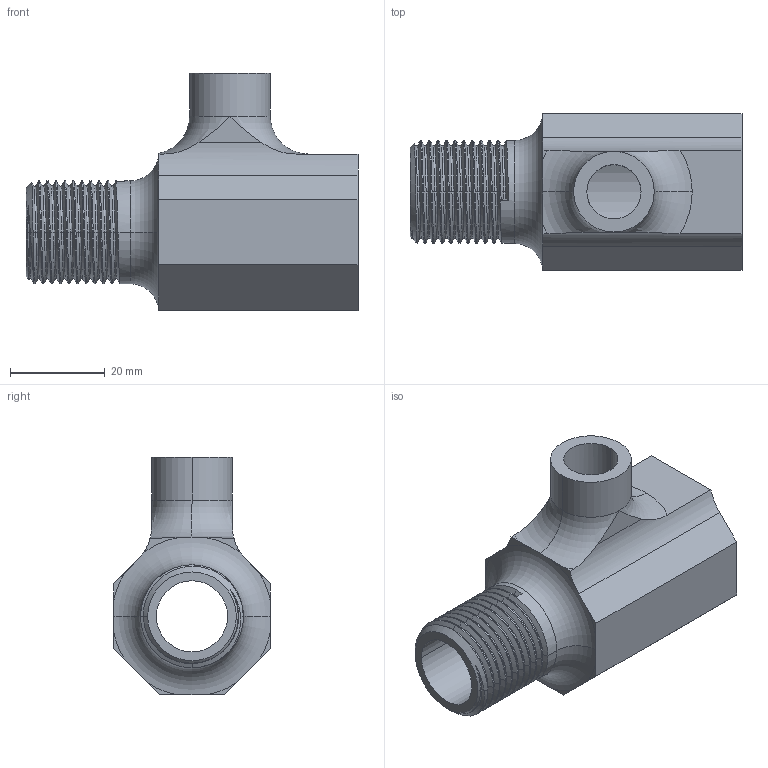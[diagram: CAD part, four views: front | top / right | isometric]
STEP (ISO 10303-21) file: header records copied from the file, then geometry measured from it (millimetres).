
FILE_DESCRIPTION(('CATIA V5 STEP Exchange'),'2;1');
FILE_NAME('T HP V2.stp','2022-07-07T19:00:02+00:00',('none'),('none'),'CATIA Version 5 Release 20 GA (IN-10)','CATIA V5 STEP AP203','none');
FILE_SCHEMA(('CONFIG_CONTROL_DESIGN'));
Length unit declared in the file: millimetre
Products named in the file (1): Part2
Bounding box: 70 x 33 x 50 mm (x, y, z)
Volume: 27905.8 mm3; surface area: 14197.7 mm2
Topology: 1 solids, 1 shells, 200 faces, 459 edges, 262 vertices
Faces by surface type: bspline 134, cylinder 31, plane 24, torus 8, cone 3
Entity records: 7511 total; most frequent: CARTESIAN_POINT 4453, ORIENTED_EDGE 918, EDGE_CURVE 459, VERTEX_POINT 261, B_SPLINE_CURVE_WITH_KNOTS 212, EDGE_LOOP 204, ADVANCED_FACE 200, FACE_OUTER_BOUND 200
